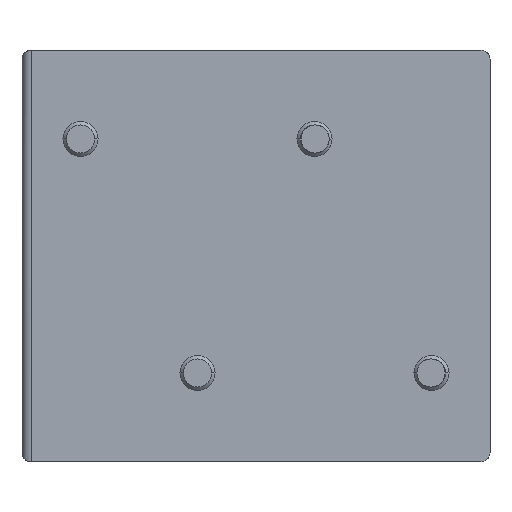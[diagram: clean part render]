
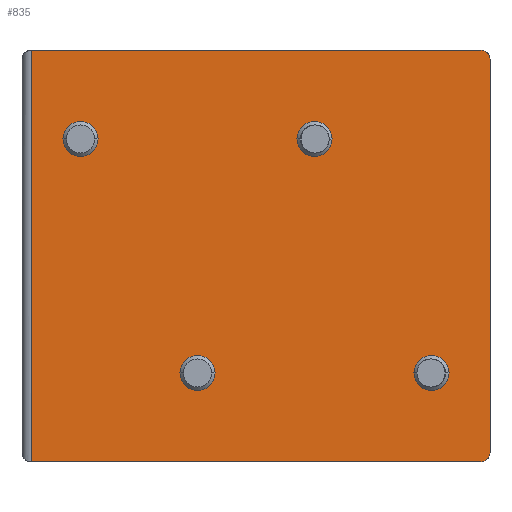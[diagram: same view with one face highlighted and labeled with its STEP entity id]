
A CAD part, front view. The second image highlights one B-rep face of the part: STEP entity #835.
In plain terms, the highlighted planar face has unit normal (0, -1, 0).
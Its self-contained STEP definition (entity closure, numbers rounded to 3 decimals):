
#13=DIRECTION('',(1.,0.,0.));
#14=VECTOR('',#13,9.6);
#15=CARTESIAN_POINT('',(-4.8,-4.65,-4.4));
#16=LINE('',#15,#14);
#17=CARTESIAN_POINT('',(-3.75,-4.65,2.5));
#18=DIRECTION('',(0.,-1.,0.));
#19=DIRECTION('',(1.,0.,0.));
#20=AXIS2_PLACEMENT_3D('',#17,#18,#19);
#22=CARTESIAN_POINT('',(-3.75,-4.65,2.5));
#23=DIRECTION('',(0.,-1.,0.));
#24=DIRECTION('',(-1.,0.,0.));
#25=AXIS2_PLACEMENT_3D('',#22,#23,#24);
#27=CARTESIAN_POINT('',(-1.25,-4.65,-2.5));
#28=DIRECTION('',(0.,-1.,0.));
#29=DIRECTION('',(1.,0.,0.));
#30=AXIS2_PLACEMENT_3D('',#27,#28,#29);
#32=CARTESIAN_POINT('',(-1.25,-4.65,-2.5));
#33=DIRECTION('',(0.,-1.,0.));
#34=DIRECTION('',(-1.,0.,0.));
#35=AXIS2_PLACEMENT_3D('',#32,#33,#34);
#37=CARTESIAN_POINT('',(1.25,-4.65,2.5));
#38=DIRECTION('',(0.,-1.,0.));
#39=DIRECTION('',(1.,0.,0.));
#40=AXIS2_PLACEMENT_3D('',#37,#38,#39);
#42=CARTESIAN_POINT('',(1.25,-4.65,2.5));
#43=DIRECTION('',(0.,-1.,0.));
#44=DIRECTION('',(-1.,0.,0.));
#45=AXIS2_PLACEMENT_3D('',#42,#43,#44);
#47=CARTESIAN_POINT('',(3.75,-4.65,-2.5));
#48=DIRECTION('',(0.,-1.,0.));
#49=DIRECTION('',(1.,0.,0.));
#50=AXIS2_PLACEMENT_3D('',#47,#48,#49);
#52=CARTESIAN_POINT('',(3.75,-4.65,-2.5));
#53=DIRECTION('',(0.,-1.,0.));
#54=DIRECTION('',(-1.,0.,0.));
#55=AXIS2_PLACEMENT_3D('',#52,#53,#54);
#57=CARTESIAN_POINT('',(4.8,-4.65,-4.2));
#58=DIRECTION('',(0.,-1.,0.));
#59=DIRECTION('',(0.,0.,-1.));
#60=AXIS2_PLACEMENT_3D('',#57,#58,#59);
#62=DIRECTION('',(0.,0.,-1.));
#63=VECTOR('',#62,8.8);
#64=CARTESIAN_POINT('',(-4.8,-4.65,4.4));
#65=LINE('',#64,#63);
#66=CARTESIAN_POINT('',(4.8,-4.65,4.2));
#67=DIRECTION('',(0.,-1.,0.));
#68=DIRECTION('',(1.,0.,0.));
#69=AXIS2_PLACEMENT_3D('',#66,#67,#68);
#521=DIRECTION('',(0.,0.,1.));
#522=VECTOR('',#521,8.4);
#523=CARTESIAN_POINT('',(5.,-4.65,-4.2));
#524=LINE('',#523,#522);
#537=DIRECTION('',(1.,0.,0.));
#538=VECTOR('',#537,9.6);
#539=CARTESIAN_POINT('',(-4.8,-4.65,4.4));
#540=LINE('',#539,#538);
#621=CARTESIAN_POINT('',(-3.375,-4.65,2.5));
#622=CARTESIAN_POINT('',(-4.125,-4.65,2.5));
#623=VERTEX_POINT('',#621);
#624=VERTEX_POINT('',#622);
#625=CARTESIAN_POINT('',(-0.875,-4.65,-2.5));
#626=CARTESIAN_POINT('',(-1.625,-4.65,-2.5));
#627=VERTEX_POINT('',#625);
#628=VERTEX_POINT('',#626);
#629=CARTESIAN_POINT('',(1.625,-4.65,2.5));
#630=CARTESIAN_POINT('',(0.875,-4.65,2.5));
#631=VERTEX_POINT('',#629);
#632=VERTEX_POINT('',#630);
#633=CARTESIAN_POINT('',(4.125,-4.65,-2.5));
#634=CARTESIAN_POINT('',(3.375,-4.65,-2.5));
#635=VERTEX_POINT('',#633);
#636=VERTEX_POINT('',#634);
#695=CARTESIAN_POINT('',(4.8,-4.65,-4.4));
#696=CARTESIAN_POINT('',(5.,-4.65,-4.2));
#697=VERTEX_POINT('',#695);
#698=VERTEX_POINT('',#696);
#703=CARTESIAN_POINT('',(5.,-4.65,4.2));
#704=CARTESIAN_POINT('',(4.8,-4.65,4.4));
#705=VERTEX_POINT('',#703);
#706=VERTEX_POINT('',#704);
#725=CARTESIAN_POINT('',(-4.8,-4.65,4.4));
#726=VERTEX_POINT('',#725);
#727=CARTESIAN_POINT('',(-4.8,-4.65,-4.4));
#728=VERTEX_POINT('',#727);
#794=CARTESIAN_POINT('',(-5.,-4.65,-4.4));
#795=DIRECTION('',(0.,-1.,0.));
#796=DIRECTION('',(1.,0.,0.));
#797=AXIS2_PLACEMENT_3D('',#794,#795,#796);
#798=PLANE('',#797);
#799=ORIENTED_EDGE('',*,*,#784,.F.);
#800=ORIENTED_EDGE('',*,*,#774,.F.);
#802=ORIENTED_EDGE('',*,*,#801,.F.);
#804=ORIENTED_EDGE('',*,*,#803,.T.);
#806=ORIENTED_EDGE('',*,*,#805,.F.);
#808=ORIENTED_EDGE('',*,*,#807,.F.);
#809=EDGE_LOOP('',(#799,#800,#802,#804,#806,#808));
#810=FACE_OUTER_BOUND('',#809,.F.);
#812=ORIENTED_EDGE('',*,*,#811,.T.);
#814=ORIENTED_EDGE('',*,*,#813,.T.);
#815=EDGE_LOOP('',(#812,#814));
#816=FACE_BOUND('',#815,.F.);
#818=ORIENTED_EDGE('',*,*,#817,.T.);
#820=ORIENTED_EDGE('',*,*,#819,.T.);
#821=EDGE_LOOP('',(#818,#820));
#822=FACE_BOUND('',#821,.F.);
#824=ORIENTED_EDGE('',*,*,#823,.T.);
#826=ORIENTED_EDGE('',*,*,#825,.T.);
#827=EDGE_LOOP('',(#824,#826));
#828=FACE_BOUND('',#827,.F.);
#830=ORIENTED_EDGE('',*,*,#829,.T.);
#832=ORIENTED_EDGE('',*,*,#831,.T.);
#833=EDGE_LOOP('',(#830,#832));
#834=FACE_BOUND('',#833,.F.);
#21=CIRCLE('',#20,0.375);
#26=CIRCLE('',#25,0.375);
#31=CIRCLE('',#30,0.375);
#36=CIRCLE('',#35,0.375);
#41=CIRCLE('',#40,0.375);
#46=CIRCLE('',#45,0.375);
#51=CIRCLE('',#50,0.375);
#56=CIRCLE('',#55,0.375);
#61=CIRCLE('',#60,0.2);
#70=CIRCLE('',#69,0.2);
#774=EDGE_CURVE('',#728,#697,#16,.T.);
#784=EDGE_CURVE('',#697,#698,#61,.T.);
#801=EDGE_CURVE('',#726,#728,#65,.T.);
#803=EDGE_CURVE('',#726,#706,#540,.T.);
#805=EDGE_CURVE('',#705,#706,#70,.T.);
#807=EDGE_CURVE('',#698,#705,#524,.T.);
#811=EDGE_CURVE('',#627,#628,#31,.T.);
#813=EDGE_CURVE('',#628,#627,#36,.T.);
#817=EDGE_CURVE('',#631,#632,#41,.T.);
#819=EDGE_CURVE('',#632,#631,#46,.T.);
#823=EDGE_CURVE('',#635,#636,#51,.T.);
#825=EDGE_CURVE('',#636,#635,#56,.T.);
#829=EDGE_CURVE('',#623,#624,#21,.T.);
#831=EDGE_CURVE('',#624,#623,#26,.T.);
#835=ADVANCED_FACE('',(#810,#816,#822,#828,#834),#798,.T.);
